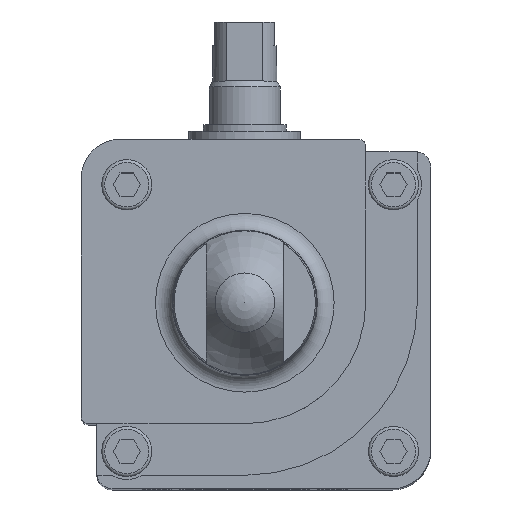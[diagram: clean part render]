
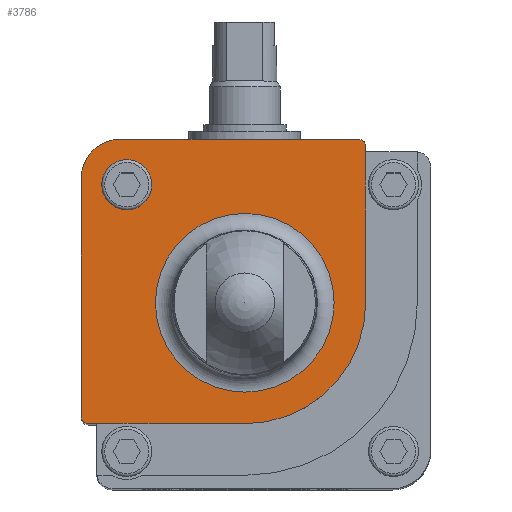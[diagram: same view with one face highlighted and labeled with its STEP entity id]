
A CAD part, top view. The second image highlights one B-rep face of the part: STEP entity #3786.
In plain terms, the highlighted planar face has unit normal (0, 0, 1).
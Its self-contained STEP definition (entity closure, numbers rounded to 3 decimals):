
#123=PLANE('',#4111);
#248=LINE('',#5647,#578);
#266=LINE('',#5687,#596);
#278=LINE('',#5714,#608);
#296=LINE('',#5754,#626);
#321=LINE('',#5915,#651);
#328=LINE('',#5967,#658);
#578=VECTOR('',#4470,1000.);
#596=VECTOR('',#4496,1000.);
#608=VECTOR('',#4514,1000.);
#626=VECTOR('',#4540,1000.);
#651=VECTOR('',#4639,1000.);
#658=VECTOR('',#4696,1000.);
#1081=ORIENTED_EDGE('',*,*,#2062,.T.);
#1082=ORIENTED_EDGE('',*,*,#1930,.T.);
#1083=ORIENTED_EDGE('',*,*,#2063,.F.);
#1084=ORIENTED_EDGE('',*,*,#1948,.T.);
#1085=ORIENTED_EDGE('',*,*,#2064,.T.);
#1086=ORIENTED_EDGE('',*,*,#1978,.T.);
#1087=ORIENTED_EDGE('',*,*,#2065,.T.);
#1088=ORIENTED_EDGE('',*,*,#1960,.T.);
#1089=ORIENTED_EDGE('',*,*,#2052,.T.);
#1090=ORIENTED_EDGE('',*,*,#2059,.T.);
#1091=ORIENTED_EDGE('',*,*,#2061,.T.);
#1092=ORIENTED_EDGE('',*,*,#2033,.T.);
#1093=ORIENTED_EDGE('',*,*,#2036,.T.);
#1094=ORIENTED_EDGE('',*,*,#2066,.T.);
#1930=EDGE_CURVE('',#2440,#2439,#248,.T.);
#1948=EDGE_CURVE('',#2455,#2457,#266,.T.);
#1960=EDGE_CURVE('',#2470,#2469,#278,.T.);
#1978=EDGE_CURVE('',#2488,#2486,#296,.T.);
#2033=EDGE_CURVE('',#2527,#2526,#321,.T.);
#2036=EDGE_CURVE('',#2526,#2440,#2841,.T.);
#2052=EDGE_CURVE('',#2469,#2540,#2854,.T.);
#2059=EDGE_CURVE('',#2540,#2546,#328,.T.);
#2061=EDGE_CURVE('',#2546,#2527,#2860,.T.);
#2062=EDGE_CURVE('',#2547,#2547,#2861,.T.);
#2063=EDGE_CURVE('',#2455,#2439,#2862,.T.);
#2064=EDGE_CURVE('',#2457,#2488,#2863,.T.);
#2065=EDGE_CURVE('',#2486,#2470,#2864,.T.);
#2066=EDGE_CURVE('',#2548,#2548,#2865,.T.);
#2439=VERTEX_POINT('',#5646);
#2440=VERTEX_POINT('',#5648);
#2455=VERTEX_POINT('',#5682);
#2457=VERTEX_POINT('',#5686);
#2469=VERTEX_POINT('',#5713);
#2470=VERTEX_POINT('',#5715);
#2486=VERTEX_POINT('',#5752);
#2488=VERTEX_POINT('',#5755);
#2526=VERTEX_POINT('',#5914);
#2527=VERTEX_POINT('',#5916);
#2540=VERTEX_POINT('',#5952);
#2546=VERTEX_POINT('',#5966);
#2547=VERTEX_POINT('',#5973);
#2548=VERTEX_POINT('',#5978);
#2841=CIRCLE('',#4085,1.2);
#2854=CIRCLE('',#4102,1.2);
#2860=CIRCLE('',#4110,6.5);
#2861=CIRCLE('',#4112,4.25);
#2862=CIRCLE('',#4113,4.75);
#2863=CIRCLE('',#4114,20.5);
#2864=CIRCLE('',#4115,4.75);
#2865=CIRCLE('',#4116,15.147);
#3038=EDGE_LOOP('',(#1081));
#3039=EDGE_LOOP('',(#1082,#1083,#1084,#1085,#1086,#1087,#1088,#1089,#1090,
#1091,#1092,#1093));
#3040=EDGE_LOOP('',(#1094));
#3388=FACE_BOUND('',#3038,.T.);
#3389=FACE_BOUND('',#3039,.T.);
#3390=FACE_BOUND('',#3040,.T.);
#3786=ADVANCED_FACE('',(#3388,#3389,#3390),#123,.T.);
#4085=AXIS2_PLACEMENT_3D('',#5920,#4645,#4646);
#4102=AXIS2_PLACEMENT_3D('',#5953,#4682,#4683);
#4110=AXIS2_PLACEMENT_3D('',#5970,#4701,#4702);
#4111=AXIS2_PLACEMENT_3D('',#5971,#4703,#4704);
#4112=AXIS2_PLACEMENT_3D('',#5972,#4705,#4706);
#4113=AXIS2_PLACEMENT_3D('',#5974,#4707,#4708);
#4114=AXIS2_PLACEMENT_3D('',#5975,#4709,#4710);
#4115=AXIS2_PLACEMENT_3D('',#5976,#4711,#4712);
#4116=AXIS2_PLACEMENT_3D('',#5977,#4713,#4714);
#4470=DIRECTION('',(1.,0.,0.));
#4496=DIRECTION('',(1.,0.,0.));
#4514=DIRECTION('',(0.,1.,0.));
#4540=DIRECTION('',(0.,1.,0.));
#4639=DIRECTION('',(0.,-1.,0.));
#4645=DIRECTION('',(0.,0.,1.));
#4646=DIRECTION('',(1.,0.,0.));
#4682=DIRECTION('',(0.,0.,1.));
#4683=DIRECTION('',(1.,0.,0.));
#4696=DIRECTION('',(-1.,0.,0.));
#4701=DIRECTION('',(0.,0.,1.));
#4702=DIRECTION('',(1.,0.,0.));
#4703=DIRECTION('',(0.,0.,1.));
#4704=DIRECTION('',(1.,0.,0.));
#4705=DIRECTION('',(0.,0.,-1.));
#4706=DIRECTION('',(-1.,0.,0.));
#4707=DIRECTION('',(0.,0.,1.));
#4708=DIRECTION('',(1.,0.,0.));
#4709=DIRECTION('',(0.,0.,1.));
#4710=DIRECTION('',(1.,0.,0.));
#4711=DIRECTION('',(0.,0.,-1.));
#4712=DIRECTION('',(-1.,0.,0.));
#4713=DIRECTION('',(0.,0.,-1.));
#4714=DIRECTION('',(-1.,0.,0.));
#5646=CARTESIAN_POINT('',(-20.687,-20.5,67.5));
#5647=CARTESIAN_POINT('',(-26.5,-20.5,67.5));
#5648=CARTESIAN_POINT('',(-26.5,-20.5,67.5));
#5682=CARTESIAN_POINT('',(-19.313,-20.5,67.5));
#5686=CARTESIAN_POINT('',(0.,-20.5,67.5));
#5687=CARTESIAN_POINT('',(-26.5,-20.5,67.5));
#5713=CARTESIAN_POINT('',(20.5,26.5,67.5));
#5714=CARTESIAN_POINT('',(20.5,25.61,67.5));
#5715=CARTESIAN_POINT('',(20.5,20.687,67.5));
#5752=CARTESIAN_POINT('',(20.5,19.313,67.5));
#5754=CARTESIAN_POINT('',(20.5,25.61,67.5));
#5755=CARTESIAN_POINT('',(20.5,0.,67.5));
#5914=CARTESIAN_POINT('',(-27.7,-19.3,67.5));
#5915=CARTESIAN_POINT('',(-27.7,21.2,67.5));
#5916=CARTESIAN_POINT('',(-27.7,21.2,67.5));
#5920=CARTESIAN_POINT('',(-26.5,-19.3,67.5));
#5952=CARTESIAN_POINT('',(19.3,27.7,67.5));
#5953=CARTESIAN_POINT('',(19.3,26.5,67.5));
#5966=CARTESIAN_POINT('',(-21.2,27.7,67.5));
#5967=CARTESIAN_POINT('',(19.3,27.7,67.5));
#5970=CARTESIAN_POINT('',(-21.2,21.2,67.5));
#5971=CARTESIAN_POINT('',(-26.5,-19.3,67.5));
#5972=CARTESIAN_POINT('',(-20.,20.,67.5));
#5973=CARTESIAN_POINT('',(-24.25,20.,67.5));
#5974=CARTESIAN_POINT('',(-20.,-25.2,67.5));
#5975=CARTESIAN_POINT('',(0.,0.,67.5));
#5976=CARTESIAN_POINT('',(25.2,20.,67.5));
#5977=CARTESIAN_POINT('',(0.,0.,67.5));
#5978=CARTESIAN_POINT('',(-15.147,0.,67.5));
